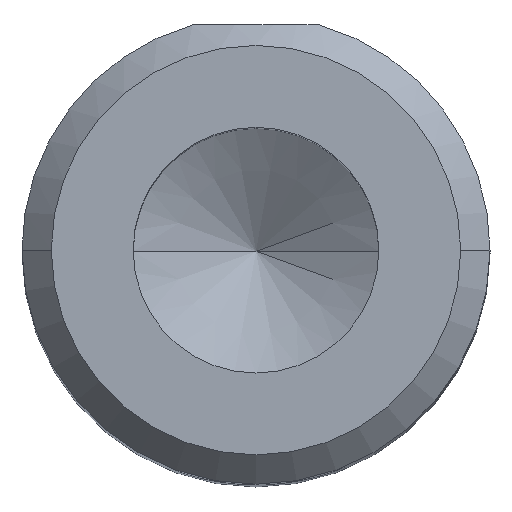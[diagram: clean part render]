
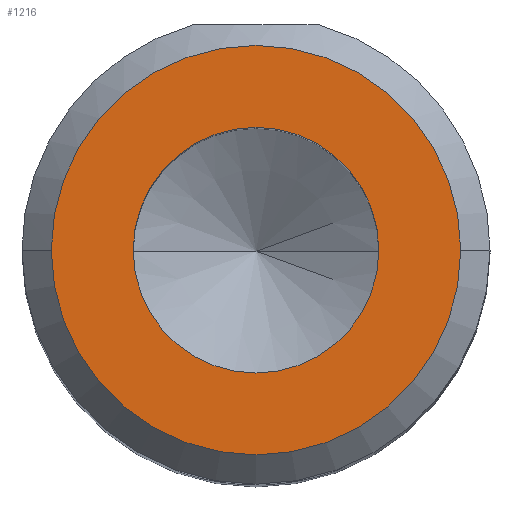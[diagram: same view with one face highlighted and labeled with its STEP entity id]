
A CAD part, top view. The second image highlights one B-rep face of the part: STEP entity #1216.
In plain terms, the highlighted planar face has unit normal (0, 0, 1).
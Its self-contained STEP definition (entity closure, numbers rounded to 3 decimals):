
#3 = CARTESIAN_POINT ( 'NONE',  ( 0., 0., 15. ) ) ;
#12 = DIRECTION ( 'NONE',  ( 1., 0., 0. ) ) ;
#24 = FACE_BOUND ( 'NONE', #321, .T. ) ;
#63 = AXIS2_PLACEMENT_3D ( 'NONE', #3, #684, #100 ) ;
#70 = ORIENTED_EDGE ( 'NONE', *, *, #1043, .F. ) ;
#100 = DIRECTION ( 'NONE',  ( 1., 0., 0. ) ) ;
#114 = AXIS2_PLACEMENT_3D ( 'NONE', #789, #207, #881 ) ;
#184 = FACE_OUTER_BOUND ( 'NONE', #256, .T. ) ;
#207 = DIRECTION ( 'NONE',  ( 0., 0., 1. ) ) ;
#212 = VERTEX_POINT ( 'NONE', #364 ) ;
#238 = VERTEX_POINT ( 'NONE', #1150 ) ;
#242 = ORIENTED_EDGE ( 'NONE', *, *, #740, .T. ) ;
#250 = ORIENTED_EDGE ( 'NONE', *, *, #1040, .T. ) ;
#256 = EDGE_LOOP ( 'NONE', ( #250, #242 ) ) ;
#309 = CIRCLE ( 'NONE', #114, 2.1 ) ;
#313 = PLANE ( 'NONE',  #1095 ) ;
#318 = VERTEX_POINT ( 'NONE', #1155 ) ;
#321 = EDGE_LOOP ( 'NONE', ( #70, #584 ) ) ;
#364 = CARTESIAN_POINT ( 'NONE',  ( -3.5, 0., 15. ) ) ;
#413 = DIRECTION ( 'NONE',  ( 0., 0., 1. ) ) ;
#464 = CARTESIAN_POINT ( 'NONE',  ( 0., 0., 15. ) ) ;
#555 = DIRECTION ( 'NONE',  ( 1., 0., 0. ) ) ;
#584 = ORIENTED_EDGE ( 'NONE', *, *, #812, .F. ) ;
#589 = DIRECTION ( 'NONE',  ( 0., 0., 1. ) ) ;
#684 = DIRECTION ( 'NONE',  ( 0., 0., 1. ) ) ;
#729 = VERTEX_POINT ( 'NONE', #858 ) ;
#740 = EDGE_CURVE ( 'NONE', #318, #212, #921, .T. ) ;
#789 = CARTESIAN_POINT ( 'NONE',  ( 0., 0., 15. ) ) ;
#812 = EDGE_CURVE ( 'NONE', #238, #729, #1124, .T. ) ;
#827 = CIRCLE ( 'NONE', #979, 3.5 ) ;
#858 = CARTESIAN_POINT ( 'NONE',  ( 2.1, 0., 15. ) ) ;
#881 = DIRECTION ( 'NONE',  ( 1., 0., 0. ) ) ;
#921 = CIRCLE ( 'NONE', #63, 3.5 ) ;
#979 = AXIS2_PLACEMENT_3D ( 'NONE', #1182, #589, #12 ) ;
#992 = CARTESIAN_POINT ( 'NONE',  ( 0., 0., 15. ) ) ;
#1040 = EDGE_CURVE ( 'NONE', #212, #318, #827, .T. ) ;
#1043 = EDGE_CURVE ( 'NONE', #729, #238, #309, .T. ) ;
#1095 = AXIS2_PLACEMENT_3D ( 'NONE', #992, #413, #1096 ) ;
#1096 = DIRECTION ( 'NONE',  ( 1., 0., 0. ) ) ;
#1124 = CIRCLE ( 'NONE', #1170, 2.1 ) ;
#1146 = DIRECTION ( 'NONE',  ( 0., 0., 1. ) ) ;
#1150 = CARTESIAN_POINT ( 'NONE',  ( -2.1, 0., 15. ) ) ;
#1155 = CARTESIAN_POINT ( 'NONE',  ( 3.5, 0., 15. ) ) ;
#1170 = AXIS2_PLACEMENT_3D ( 'NONE', #464, #1146, #555 ) ;
#1182 = CARTESIAN_POINT ( 'NONE',  ( 0., 0., 15. ) ) ;
#1216 = ADVANCED_FACE ( 'NONE', ( #184, #24 ), #313, .T. ) ;
